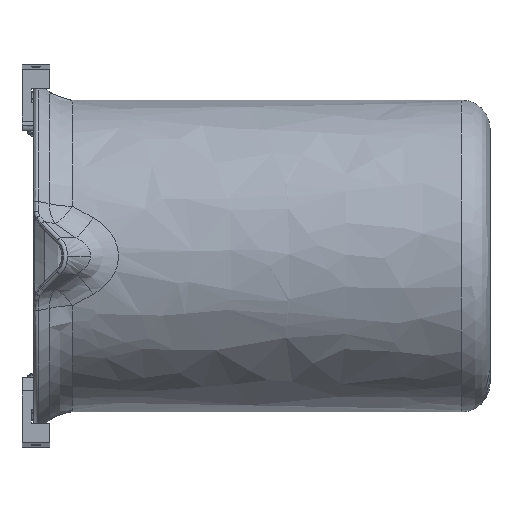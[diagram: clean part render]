
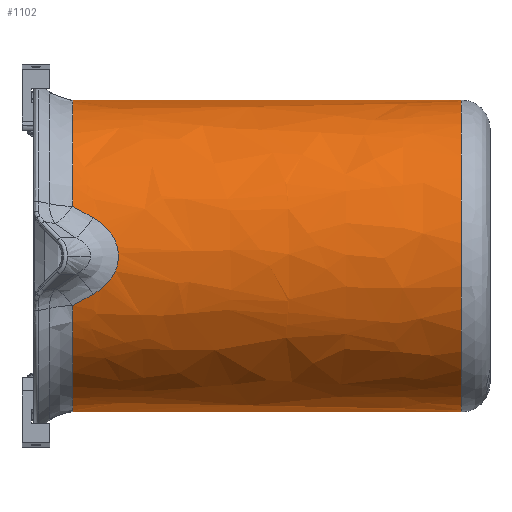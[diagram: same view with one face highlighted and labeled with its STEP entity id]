
A CAD part, left-side view. The second image highlights one B-rep face of the part: STEP entity #1102.
In plain terms, the highlighted free-form (B-spline) face has degree [2, 1] with [5, 2] control points.
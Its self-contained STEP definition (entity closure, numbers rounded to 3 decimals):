
#673 = VERTEX_POINT('',#674);
#674 = CARTESIAN_POINT('',(-49.07,138.625,
    -16.508));
#682 = EDGE_CURVE('',#683,#673,#685,.T.);
#683 = VERTEX_POINT('',#684);
#684 = CARTESIAN_POINT('',(0.,138.625,
    -51.773));
#685 = ( BOUNDED_CURVE() B_SPLINE_CURVE(2,(#686,#687,#688),
.UNSPECIFIED.,.F.,.F.) B_SPLINE_CURVE_WITH_KNOTS((3,3),(3.142,
4.388),.PIECEWISE_BEZIER_KNOTS.) CURVE() 
GEOMETRIC_REPRESENTATION_ITEM() RATIONAL_B_SPLINE_CURVE((1.,
0.812,1.)) REPRESENTATION_ITEM('') );
#686 = CARTESIAN_POINT('',(0.,138.625,
    -51.773));
#687 = CARTESIAN_POINT('',(-37.206,138.625,
    -51.773));
#688 = CARTESIAN_POINT('',(-49.07,138.625,
    -16.508));
#716 = VERTEX_POINT('',#717);
#717 = CARTESIAN_POINT('',(0.,138.625,51.773));
#753 = VERTEX_POINT('',#754);
#754 = CARTESIAN_POINT('',(0.,9.497,51.773));
#755 = VERTEX_POINT('',#756);
#756 = CARTESIAN_POINT('',(0.,9.497,
    -51.773));
#764 = EDGE_CURVE('',#755,#683,#765,.T.);
#765 = B_SPLINE_CURVE_WITH_KNOTS('',1,(#766,#767),.UNSPECIFIED.,.F.,.F.,
  (2,2),(-148.094,-13.412),.PIECEWISE_BEZIER_KNOTS.);
#766 = CARTESIAN_POINT('',(0.,9.497,
    -51.773));
#767 = CARTESIAN_POINT('',(0.,138.625,
    -51.773));
#770 = EDGE_CURVE('',#753,#716,#771,.T.);
#771 = B_SPLINE_CURVE_WITH_KNOTS('',1,(#772,#773),.UNSPECIFIED.,.F.,.F.,
  (2,2),(-148.094,-13.412),.PIECEWISE_BEZIER_KNOTS.);
#772 = CARTESIAN_POINT('',(0.,9.497,51.773));
#773 = CARTESIAN_POINT('',(0.,138.625,51.773));
#1079 = EDGE_CURVE('',#755,#753,#1080,.T.);
#1080 = ( BOUNDED_CURVE() B_SPLINE_CURVE(2,(#1081,#1082,#1083,#1084,
#1085),.UNSPECIFIED.,.F.,.F.) B_SPLINE_CURVE_WITH_KNOTS((3,2,3),(
    3.142,4.712,6.283),
.PIECEWISE_BEZIER_KNOTS.) CURVE() GEOMETRIC_REPRESENTATION_ITEM() 
RATIONAL_B_SPLINE_CURVE((1.,0.707,1.,0.707,1.)) 
REPRESENTATION_ITEM('') );
#1081 = CARTESIAN_POINT('',(0.,9.497,
    -51.773));
#1082 = CARTESIAN_POINT('',(-51.773,9.497,
    -51.773));
#1083 = CARTESIAN_POINT('',(-51.773,9.497,
    0.));
#1084 = CARTESIAN_POINT('',(-51.773,9.497,
    51.773));
#1085 = CARTESIAN_POINT('',(0.,9.497,
    51.773));
#1102 = ADVANCED_FACE('',(#1103),#1170,.T.);
#1103 = FACE_BOUND('',#1104,.T.);
#1104 = EDGE_LOOP('',(#1105,#1106,#1107,#1108,#1116,#1125,#1162,#1169));
#1105 = ORIENTED_EDGE('',*,*,#764,.F.);
#1106 = ORIENTED_EDGE('',*,*,#1079,.T.);
#1107 = ORIENTED_EDGE('',*,*,#770,.T.);
#1108 = ORIENTED_EDGE('',*,*,#1109,.F.);
#1109 = EDGE_CURVE('',#1110,#716,#1112,.T.);
#1110 = VERTEX_POINT('',#1111);
#1111 = CARTESIAN_POINT('',(-49.07,138.625,
    16.508));
#1112 = ( BOUNDED_CURVE() B_SPLINE_CURVE(2,(#1113,#1114,#1115),
.UNSPECIFIED.,.F.,.F.) B_SPLINE_CURVE_WITH_KNOTS((3,3),(5.037,
6.283),.PIECEWISE_BEZIER_KNOTS.) CURVE() 
GEOMETRIC_REPRESENTATION_ITEM() RATIONAL_B_SPLINE_CURVE((1.,
0.812,1.)) REPRESENTATION_ITEM('') );
#1113 = CARTESIAN_POINT('',(-49.07,138.625,
    16.508));
#1114 = CARTESIAN_POINT('',(-37.206,138.625,
    51.773));
#1115 = CARTESIAN_POINT('',(0.,138.625,
    51.773));
#1116 = ORIENTED_EDGE('',*,*,#1117,.T.);
#1117 = EDGE_CURVE('',#1110,#1118,#1120,.T.);
#1118 = VERTEX_POINT('',#1119);
#1119 = CARTESIAN_POINT('',(-50.201,131.78,
    12.661));
#1120 = ( BOUNDED_CURVE() B_SPLINE_CURVE(3,(#1121,#1122,#1123,#1124),
.UNSPECIFIED.,.F.,.F.) B_SPLINE_CURVE_WITH_KNOTS((4,4),(0.785,
0.862),.PIECEWISE_BEZIER_KNOTS.) CURVE() 
GEOMETRIC_REPRESENTATION_ITEM() RATIONAL_B_SPLINE_CURVE((1.,
0.999,0.999,1.)) REPRESENTATION_ITEM('') );
#1121 = CARTESIAN_POINT('',(-49.07,138.625,
    16.508));
#1122 = CARTESIAN_POINT('',(-49.497,136.426,
    15.241));
#1123 = CARTESIAN_POINT('',(-49.874,134.143,
    13.958));
#1124 = CARTESIAN_POINT('',(-50.201,131.78,
    12.661));
#1125 = ORIENTED_EDGE('',*,*,#1126,.T.);
#1126 = EDGE_CURVE('',#1118,#1127,#1129,.T.);
#1127 = VERTEX_POINT('',#1128);
#1128 = CARTESIAN_POINT('',(-50.201,131.78,
    -12.661));
#1129 = B_SPLINE_CURVE_WITH_KNOTS('',3,(#1130,#1131,#1132,#1133,#1134,
    #1135,#1136,#1137,#1138,#1139,#1140,#1141,#1142,#1143,#1144,#1145,
    #1146,#1147,#1148,#1149,#1150,#1151,#1152,#1153,#1154,#1155,#1156,
    #1157,#1158,#1159,#1160,#1161),.UNSPECIFIED.,.F.,.F.,(4,2,2,2,2,2,2,
    2,2,2,2,2,2,2,2,4),(0.,0.004,
    0.006,0.008,0.01,
    0.011,0.013,0.015,
    0.017,0.021,0.022,
    0.023,0.025,0.027,
    0.029,0.033),.UNSPECIFIED.);
#1130 = CARTESIAN_POINT('',(-50.201,131.78,
    12.661));
#1131 = CARTESIAN_POINT('',(-50.363,130.607,
    12.018));
#1132 = CARTESIAN_POINT('',(-50.538,129.51,
    11.275));
#1133 = CARTESIAN_POINT('',(-50.804,127.997,
    9.979));
#1134 = CARTESIAN_POINT('',(-50.894,127.513,
    9.513));
#1135 = CARTESIAN_POINT('',(-51.067,126.616,
    8.536));
#1136 = CARTESIAN_POINT('',(-51.15,126.201,
    8.022));
#1137 = CARTESIAN_POINT('',(-51.308,125.444,
    6.941));
#1138 = CARTESIAN_POINT('',(-51.382,125.101,
    6.374));
#1139 = CARTESIAN_POINT('',(-51.483,124.646,
    5.478));
#1140 = CARTESIAN_POINT('',(-51.515,124.505,
    5.172));
#1141 = CARTESIAN_POINT('',(-51.573,124.248,
    4.554));
#1142 = CARTESIAN_POINT('',(-51.6,124.131,4.242
    ));
#1143 = CARTESIAN_POINT('',(-51.672,123.819,
    3.293));
#1144 = CARTESIAN_POINT('',(-51.709,123.66,
    2.646));
#1145 = CARTESIAN_POINT('',(-51.76,123.446,
    1.319));
#1146 = CARTESIAN_POINT('',(-51.773,123.392,
    0.637));
#1147 = CARTESIAN_POINT('',(-51.772,123.397,
    -1.373));
#1148 = CARTESIAN_POINT('',(-51.719,123.614,
    -2.682));
#1149 = CARTESIAN_POINT('',(-51.597,124.144,
    -4.278));
#1150 = CARTESIAN_POINT('',(-51.569,124.263,
    -4.595));
#1151 = CARTESIAN_POINT('',(-51.511,124.522,
    -5.21));
#1152 = CARTESIAN_POINT('',(-51.479,124.662,
    -5.511));
#1153 = CARTESIAN_POINT('',(-51.38,125.113,
    -6.395));
#1154 = CARTESIAN_POINT('',(-51.306,125.454,
    -6.958));
#1155 = CARTESIAN_POINT('',(-51.148,126.212,
    -8.035));
#1156 = CARTESIAN_POINT('',(-51.064,126.628,
    -8.55));
#1157 = CARTESIAN_POINT('',(-50.89,127.533,
    -9.534));
#1158 = CARTESIAN_POINT('',(-50.801,128.012,
    -9.992));
#1159 = CARTESIAN_POINT('',(-50.537,129.516,
    -11.278));
#1160 = CARTESIAN_POINT('',(-50.363,130.609,
    -12.018));
#1161 = CARTESIAN_POINT('',(-50.201,131.78,
    -12.661));
#1162 = ORIENTED_EDGE('',*,*,#1163,.T.);
#1163 = EDGE_CURVE('',#1127,#673,#1164,.T.);
#1164 = ( BOUNDED_CURVE() B_SPLINE_CURVE(3,(#1165,#1166,#1167,#1168),
.UNSPECIFIED.,.F.,.F.) B_SPLINE_CURVE_WITH_KNOTS((4,4),(5.421,
5.499),.PIECEWISE_BEZIER_KNOTS.) CURVE() 
GEOMETRIC_REPRESENTATION_ITEM() RATIONAL_B_SPLINE_CURVE((1.,
0.999,0.999,1.)) REPRESENTATION_ITEM('') );
#1165 = CARTESIAN_POINT('',(-50.201,131.78,
    -12.661));
#1166 = CARTESIAN_POINT('',(-49.874,134.143,
    -13.958));
#1167 = CARTESIAN_POINT('',(-49.497,136.426,
    -15.241));
#1168 = CARTESIAN_POINT('',(-49.07,138.625,
    -16.508));
#1169 = ORIENTED_EDGE('',*,*,#682,.F.);
#1170 = ( BOUNDED_SURFACE() B_SPLINE_SURFACE(2,1,(
    (#1171,#1172)
    ,(#1173,#1174)
    ,(#1175,#1176)
    ,(#1177,#1178)
    ,(#1179,#1180
)),.UNSPECIFIED.,.F.,.F.,.F.) B_SPLINE_SURFACE_WITH_KNOTS((3,2,3),(2,2),
  (3.142,4.712,6.283),(-148.094,-13.412
),.PIECEWISE_BEZIER_KNOTS.) GEOMETRIC_REPRESENTATION_ITEM() 
RATIONAL_B_SPLINE_SURFACE((
    (1.,1.)
    ,(0.707,0.707)
    ,(1.,1.)
    ,(0.707,0.707)
,(1.,1.))) REPRESENTATION_ITEM('') SURFACE() );
#1171 = CARTESIAN_POINT('',(0.,9.497,
    -51.773));
#1172 = CARTESIAN_POINT('',(0.,138.625,
    -51.773));
#1173 = CARTESIAN_POINT('',(-51.773,9.497,
    -51.773));
#1174 = CARTESIAN_POINT('',(-51.773,138.625,
    -51.773));
#1175 = CARTESIAN_POINT('',(-51.773,9.497,
    0.));
#1176 = CARTESIAN_POINT('',(-51.773,138.625,
    0.));
#1177 = CARTESIAN_POINT('',(-51.773,9.497,
    51.773));
#1178 = CARTESIAN_POINT('',(-51.773,138.625,
    51.773));
#1179 = CARTESIAN_POINT('',(0.,9.497,
    51.773));
#1180 = CARTESIAN_POINT('',(0.,138.625,
    51.773));
